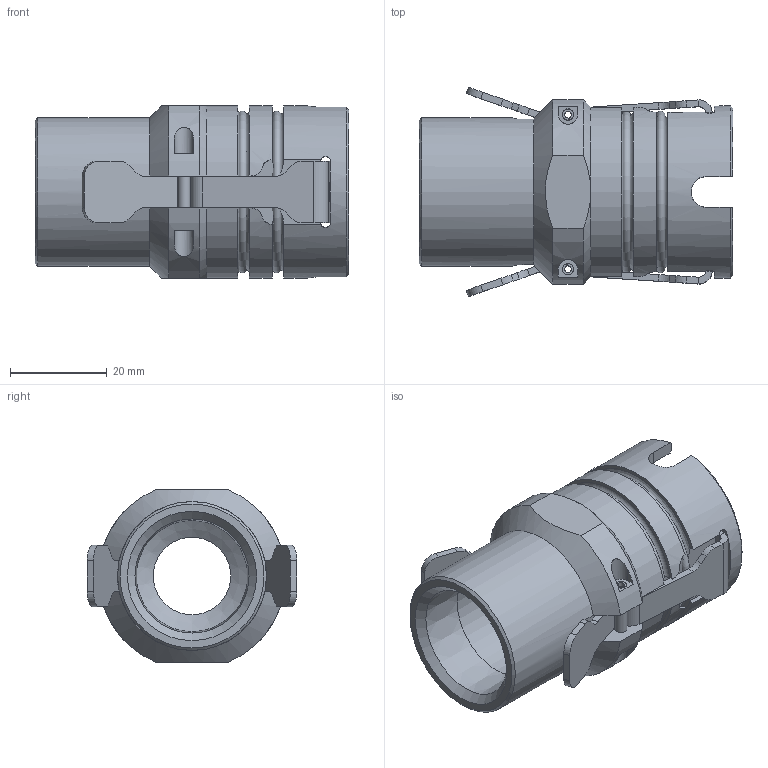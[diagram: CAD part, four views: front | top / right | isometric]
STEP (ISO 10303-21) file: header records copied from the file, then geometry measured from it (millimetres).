
FILE_DESCRIPTION(/* description */ ('VDA 16 CONNECTOR'),/* implementation_level */ '2;1');
FILE_NAME(/* name */ 'VDA016121_CAD.stp',/* time_stamp */ '2021-12-01T13:23:13-06:00',/* author */ ('scott.gulden'),/* organization */ ('FASTEST'),/* preprocessor_version */ 'ST-DEVELOPER v17.2',/* originating_system */ 'Autodesk Inventor 2019',/* authorisation */ 'JKC');
FILE_SCHEMA (('AUTOMOTIVE_DESIGN { 1 0 10303 214 3 1 1 }'));
Length unit declared in the file: inch
Products named in the file (5): VDA016121_CAD; 5VDA01605121_CAD; RP0940625; 5VDA01603; 1025U70
Assembly tree (7 placements, depth 2):
  VDA016121_CAD
    5VDA01605121_CAD
    1025U70  x2
    RP0940625  x2
    5VDA01603  x2
Bounding box: 64.77 x 43.24 x 35.56 mm (x, y, z)
Volume: 30058.4 mm3; surface area: 18808.2 mm2
Topology: 7 solids, 7 shells, 259 faces, 696 edges, 451 vertices
Faces by surface type: plane 128, cylinder 95, cone 19, torus 9, bspline 8
Full cylindrical faces by diameter (mm): 2.381 x4, 16 x1, 20.32 x1, 22.352 x2, 23.012 x1, 26.772 x2, 30.734 x1, 35.56 x1
Entity records: 7487 total; most frequent: CARTESIAN_POINT 2149, ORIENTED_EDGE 1112, DIRECTION 1064, EDGE_CURVE 556, AXIS2_PLACEMENT_3D 402, VERTEX_POINT 366, LINE 260, VECTOR 260
